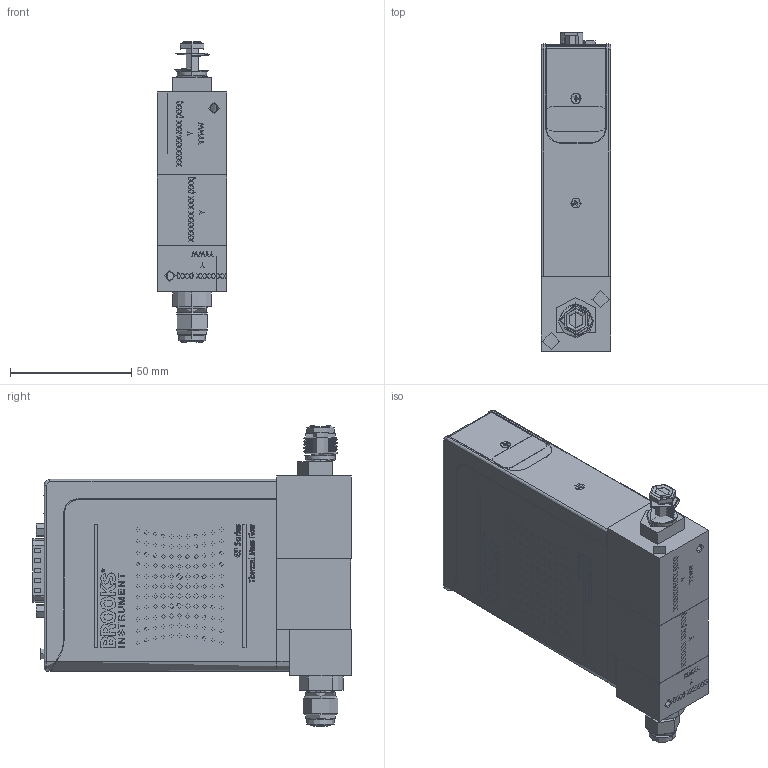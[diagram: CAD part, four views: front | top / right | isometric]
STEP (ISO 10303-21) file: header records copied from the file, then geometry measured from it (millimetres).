
FILE_DESCRIPTION (( 'STEP AP203' ), '1' );
FILE_NAME ('GF080-VX-S0.STEP', '2018-09-07T18:30:43', ( 'mrutkowski' ), ( 'Hewlett-Packard Company' ), 'SwSTEP 2.0', 'SolidWorks 2017', '' );
FILE_SCHEMA (( 'CONFIG_CONTROL_DESIGN' ));
Length unit declared in the file: inch
Products named in the file (1): GF080-VX-S0
Bounding box: 28.6 x 131.18 x 123.9 mm (x, y, z)
Topology: 0 solids, 198 shells, 894 faces, 5426 edges, 4815 vertices
Faces by surface type: plane 583, cylinder 152, bspline 76, cone 71, torus 10, sphere 2
Entity records: 80587 total; most frequent: CARTESIAN_POINT 46252, ORIENTED_EDGE 7490, EDGE_CURVE 5419, VERTEX_POINT 4815, DIRECTION 3832, B_SPLINE_CURVE_WITH_KNOTS 3560, LINE 1498, VECTOR 1498
